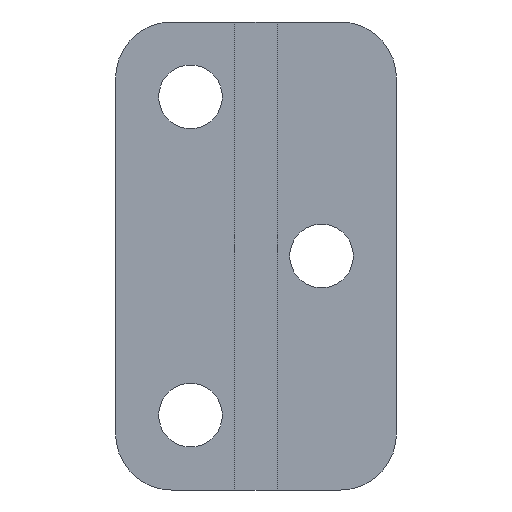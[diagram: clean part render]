
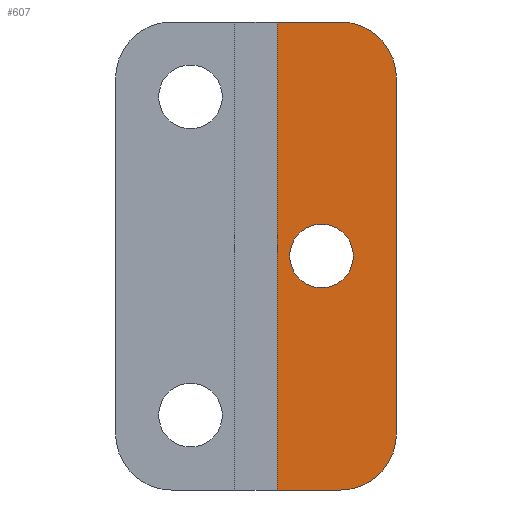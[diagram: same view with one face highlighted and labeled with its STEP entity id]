
A CAD part, front view. The second image highlights one B-rep face of the part: STEP entity #607.
In plain terms, the highlighted planar face has unit normal (0, -1, 0).
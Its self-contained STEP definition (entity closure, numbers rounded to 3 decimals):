
#27 = DIRECTION ( 'NONE',  ( 0., -1., 0. ) ) ;
#28 = DIRECTION ( 'NONE',  ( 0., -1., 0. ) ) ;
#52 = FACE_OUTER_BOUND ( 'NONE', #748, .T. ) ;
#79 = DIRECTION ( 'NONE',  ( 0., 0., -1. ) ) ;
#82 = LINE ( 'NONE', #401, #105 ) ;
#92 = CARTESIAN_POINT ( 'NONE',  ( 0., 0., 0. ) ) ;
#97 = DIRECTION ( 'NONE',  ( -1., 0., 0. ) ) ;
#105 = VECTOR ( 'NONE', #323, 1000. ) ;
#113 = LINE ( 'NONE', #562, #163 ) ;
#114 = CARTESIAN_POINT ( 'NONE',  ( 4.5, 0., 9.5 ) ) ;
#117 = CARTESIAN_POINT ( 'NONE',  ( 3.5, 0., -1.7 ) ) ;
#129 = LINE ( 'NONE', #736, #161 ) ;
#146 = ORIENTED_EDGE ( 'NONE', *, *, #583, .F. ) ;
#147 = EDGE_CURVE ( 'NONE', #937, #577, #129, .T. ) ;
#161 = VECTOR ( 'NONE', #448, 1000. ) ;
#163 = VECTOR ( 'NONE', #97, 1000. ) ;
#195 = PLANE ( 'NONE',  #771 ) ;
#200 = FACE_BOUND ( 'NONE', #691, .T. ) ;
#229 = CARTESIAN_POINT ( 'NONE',  ( 3.5, 0., 0. ) ) ;
#273 = DIRECTION ( 'NONE',  ( 0., -1., 0. ) ) ;
#289 = CIRCLE ( 'NONE', #757, 3. ) ;
#290 = CIRCLE ( 'NONE', #870, 1.7 ) ;
#314 = CARTESIAN_POINT ( 'NONE',  ( 4.5, 0., 12.5 ) ) ;
#323 = DIRECTION ( 'NONE',  ( 0., 0., 1. ) ) ;
#349 = CARTESIAN_POINT ( 'NONE',  ( 3.5, 0., 1.7 ) ) ;
#366 = ORIENTED_EDGE ( 'NONE', *, *, #379, .T. ) ;
#379 = EDGE_CURVE ( 'NONE', #633, #577, #289, .T. ) ;
#384 = DIRECTION ( 'NONE',  ( 0., -1., 0. ) ) ;
#385 = ORIENTED_EDGE ( 'NONE', *, *, #147, .F. ) ;
#401 = CARTESIAN_POINT ( 'NONE',  ( 1.125, 0., -12.5 ) ) ;
#418 = VERTEX_POINT ( 'NONE', #782 ) ;
#424 = DIRECTION ( 'NONE',  ( 0., 0., -1. ) ) ;
#440 = ORIENTED_EDGE ( 'NONE', *, *, #693, .F. ) ;
#446 = CIRCLE ( 'NONE', #929, 3. ) ;
#448 = DIRECTION ( 'NONE',  ( 1., 0., 0. ) ) ;
#457 = ORIENTED_EDGE ( 'NONE', *, *, #799, .F. ) ;
#514 = ORIENTED_EDGE ( 'NONE', *, *, #676, .T. ) ;
#532 = EDGE_CURVE ( 'NONE', #418, #601, #113, .T. ) ;
#533 = VERTEX_POINT ( 'NONE', #117 ) ;
#540 = DIRECTION ( 'NONE',  ( 0., 0., -1. ) ) ;
#562 = CARTESIAN_POINT ( 'NONE',  ( -7.5, 0., -12.5 ) ) ;
#577 = VERTEX_POINT ( 'NONE', #314 ) ;
#582 = DIRECTION ( 'NONE',  ( 0., 0., -1. ) ) ;
#583 = EDGE_CURVE ( 'NONE', #601, #937, #82, .T. ) ;
#601 = VERTEX_POINT ( 'NONE', #632 ) ;
#607 = ADVANCED_FACE ( 'NONE', ( #200, #52 ), #195, .T. ) ;
#612 = CARTESIAN_POINT ( 'NONE',  ( 7.5, 0., -9.5 ) ) ;
#632 = CARTESIAN_POINT ( 'NONE',  ( 1.125, 0., -12.5 ) ) ;
#633 = VERTEX_POINT ( 'NONE', #947 ) ;
#644 = DIRECTION ( 'NONE',  ( -1., 0., 0. ) ) ;
#650 = DIRECTION ( 'NONE',  ( 0., 0., -1. ) ) ;
#676 = EDGE_CURVE ( 'NONE', #418, #859, #446, .T. ) ;
#691 = EDGE_LOOP ( 'NONE', ( #457, #801 ) ) ;
#693 = EDGE_CURVE ( 'NONE', #633, #859, #817, .T. ) ;
#702 = ORIENTED_EDGE ( 'NONE', *, *, #532, .F. ) ;
#729 = CARTESIAN_POINT ( 'NONE',  ( 7.5, 0., 12.5 ) ) ;
#736 = CARTESIAN_POINT ( 'NONE',  ( -7.5, 0., 12.5 ) ) ;
#738 = VERTEX_POINT ( 'NONE', #349 ) ;
#748 = EDGE_LOOP ( 'NONE', ( #702, #514, #440, #366, #385, #146 ) ) ;
#757 = AXIS2_PLACEMENT_3D ( 'NONE', #114, #27, #424 ) ;
#760 = DIRECTION ( 'NONE',  ( 0., -1., 0. ) ) ;
#771 = AXIS2_PLACEMENT_3D ( 'NONE', #92, #28, #644 ) ;
#782 = CARTESIAN_POINT ( 'NONE',  ( 4.5, 0., -12.5 ) ) ;
#799 = EDGE_CURVE ( 'NONE', #738, #533, #869, .T. ) ;
#801 = ORIENTED_EDGE ( 'NONE', *, *, #845, .F. ) ;
#817 = LINE ( 'NONE', #729, #914 ) ;
#833 = CARTESIAN_POINT ( 'NONE',  ( 3.5, 0., 0. ) ) ;
#845 = EDGE_CURVE ( 'NONE', #533, #738, #290, .T. ) ;
#859 = VERTEX_POINT ( 'NONE', #612 ) ;
#869 = CIRCLE ( 'NONE', #888, 1.7 ) ;
#870 = AXIS2_PLACEMENT_3D ( 'NONE', #229, #384, #540 ) ;
#888 = AXIS2_PLACEMENT_3D ( 'NONE', #833, #760, #79 ) ;
#905 = CARTESIAN_POINT ( 'NONE',  ( 1.125, 0., 12.5 ) ) ;
#914 = VECTOR ( 'NONE', #650, 1000. ) ;
#929 = AXIS2_PLACEMENT_3D ( 'NONE', #957, #273, #582 ) ;
#937 = VERTEX_POINT ( 'NONE', #905 ) ;
#947 = CARTESIAN_POINT ( 'NONE',  ( 7.5, 0., 9.5 ) ) ;
#957 = CARTESIAN_POINT ( 'NONE',  ( 4.5, 0., -9.5 ) ) ;
